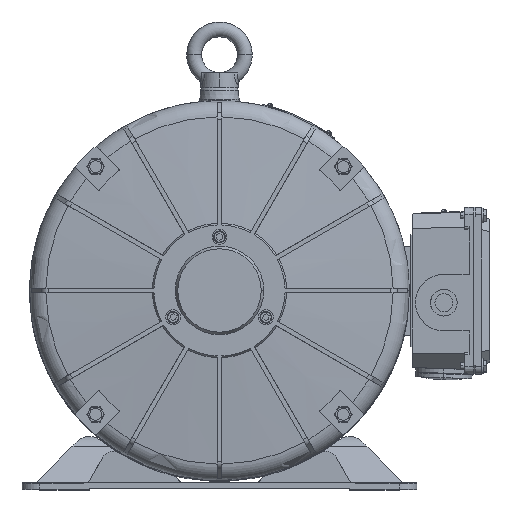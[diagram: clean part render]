
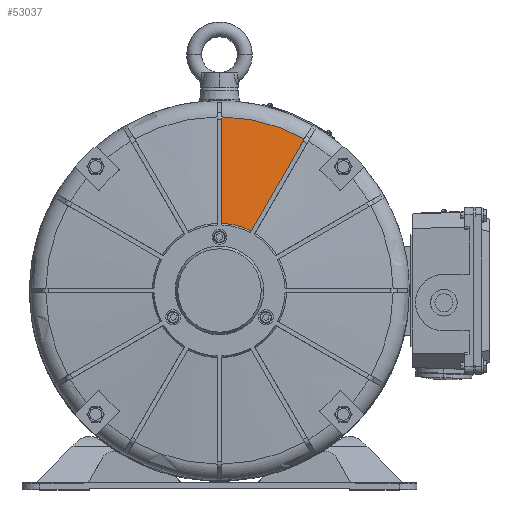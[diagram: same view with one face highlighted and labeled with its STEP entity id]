
A CAD part, top view. The second image highlights one B-rep face of the part: STEP entity #53037.
In plain terms, the highlighted conical face has half-angle 85 degrees and reference radius 116.546 mm.
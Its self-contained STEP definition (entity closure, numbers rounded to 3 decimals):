
#3345 = ORIENTED_EDGE ( 'NONE', *, *, #58237, .T. ) ;
#6474 = DIRECTION ( 'NONE',  ( 0., 0., 1. ) ) ;
#10261 = VERTEX_POINT ( 'NONE', #71042 ) ;
#15707 = CIRCLE ( 'NONE', #41107, 116.546 ) ;
#17756 = B_SPLINE_CURVE_WITH_KNOTS ( 'NONE', 3,
 ( #24726, #77441, #32299, #85082 ),
 .UNSPECIFIED., .F., .F.,
 ( 4, 4 ),
 ( 0.068, 0.14 ),
 .UNSPECIFIED. ) ;
#24726 = CARTESIAN_POINT ( 'NONE',  ( 56.969, 101.673, -11.246 ) ) ;
#25362 = CARTESIAN_POINT ( 'NONE',  ( 1.5, 92.734, -9.164 ) ) ;
#25965 = EDGE_LOOP ( 'NONE', ( #3345, #54866, #64639, #85627 ) ) ;
#26325 = EDGE_CURVE ( 'NONE', #68324, #77054, #76485, .T. ) ;
#27662 = AXIS2_PLACEMENT_3D ( 'NONE', #51604, #6474, #59200 ) ;
#27885 = CARTESIAN_POINT ( 'NONE',  ( 0., 0., -11.246 ) ) ;
#32299 = CARTESIAN_POINT ( 'NONE',  ( 33.167, 60.447, -7.081 ) ) ;
#32940 = CARTESIAN_POINT ( 'NONE',  ( 1.5, 68.932, -7.081 ) ) ;
#34723 = VERTEX_POINT ( 'NONE', #53534 ) ;
#35473 = DIRECTION ( 'NONE',  ( 1., 0., 0. ) ) ;
#36413 = EDGE_CURVE ( 'NONE', #10261, #34723, #17756, .T. ) ;
#38666 = CONICAL_SURFACE ( 'NONE', #39141, 116.546, 1.484 ) ;
#39141 = AXIS2_PLACEMENT_3D ( 'NONE', #84786, #92381, #62027 ) ;
#41107 = AXIS2_PLACEMENT_3D ( 'NONE', #27885, #80624, #35473 ) ;
#46420 = CARTESIAN_POINT ( 'NONE',  ( 1.5, 116.536, -11.246 ) ) ;
#47799 = CARTESIAN_POINT ( 'NONE',  ( 1.5, 116.536, -11.246 ) ) ;
#51604 = CARTESIAN_POINT ( 'NONE',  ( 0., 0., -5. ) ) ;
#53037 = ADVANCED_FACE ( 'NONE', ( #81119 ), #38666, .T. ) ;
#53220 = CARTESIAN_POINT ( 'NONE',  ( 1.5, 45.13, -5. ) ) ;
#53534 = CARTESIAN_POINT ( 'NONE',  ( 21.266, 39.834, -5. ) ) ;
#54307 = CIRCLE ( 'NONE', #27662, 45.155 ) ;
#54866 = ORIENTED_EDGE ( 'NONE', *, *, #26325, .T. ) ;
#58237 = EDGE_CURVE ( 'NONE', #10261, #68324, #15707, .T. ) ;
#59200 = DIRECTION ( 'NONE',  ( 1., 0., 0. ) ) ;
#62027 = DIRECTION ( 'NONE',  ( -1., 0., 0. ) ) ;
#64639 = ORIENTED_EDGE ( 'NONE', *, *, #87321, .F. ) ;
#68324 = VERTEX_POINT ( 'NONE', #46420 ) ;
#71042 = CARTESIAN_POINT ( 'NONE',  ( 56.969, 101.673, -11.246 ) ) ;
#76485 = B_SPLINE_CURVE_WITH_KNOTS ( 'NONE', 3,
 ( #47799, #25362, #32940, #85727 ),
 .UNSPECIFIED., .F., .F.,
 ( 4, 4 ),
 ( 0.045, 0.117 ),
 .UNSPECIFIED. ) ;
#77054 = VERTEX_POINT ( 'NONE', #53220 ) ;
#77441 = CARTESIAN_POINT ( 'NONE',  ( 45.068, 81.06, -9.164 ) ) ;
#80624 = DIRECTION ( 'NONE',  ( 0., 0., 1. ) ) ;
#81119 = FACE_OUTER_BOUND ( 'NONE', #25965, .T. ) ;
#84786 = CARTESIAN_POINT ( 'NONE',  ( 0., 0., -11.246 ) ) ;
#85082 = CARTESIAN_POINT ( 'NONE',  ( 21.266, 39.834, -5. ) ) ;
#85627 = ORIENTED_EDGE ( 'NONE', *, *, #36413, .F. ) ;
#85727 = CARTESIAN_POINT ( 'NONE',  ( 1.5, 45.13, -5. ) ) ;
#87321 = EDGE_CURVE ( 'NONE', #34723, #77054, #54307, .T. ) ;
#92381 = DIRECTION ( 'NONE',  ( 0., 0., -1. ) ) ;
